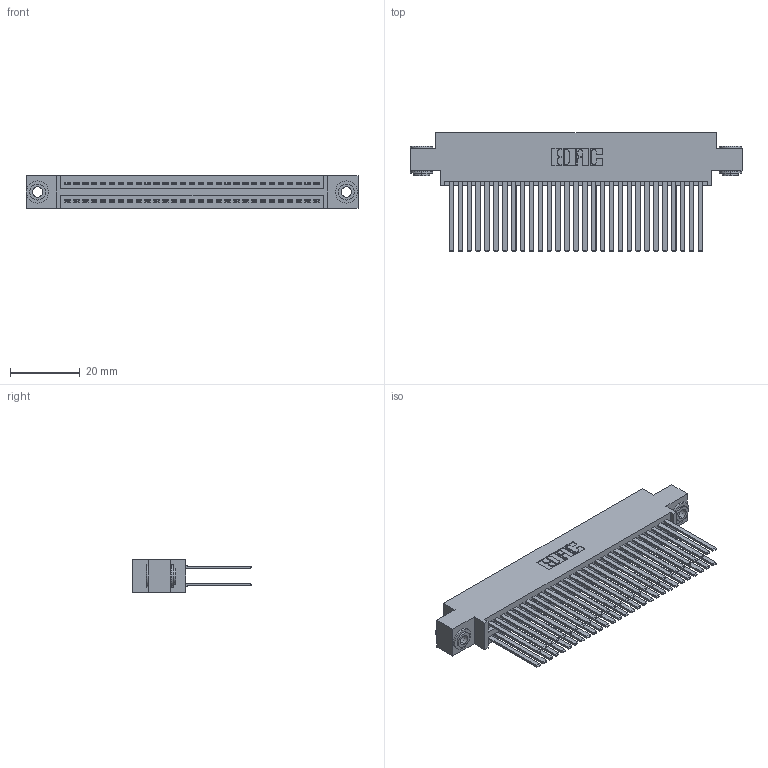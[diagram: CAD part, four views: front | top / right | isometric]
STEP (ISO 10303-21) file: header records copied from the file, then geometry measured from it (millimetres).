
FILE_DESCRIPTION (( 'STEP AP203' ), '1' );
FILE_NAME ('345-058-544-803.STEP', '2018-09-26T16:14:17', ( '' ), ( '' ), 'SwSTEP 2.0', 'SolidWorks 2016', '' );
FILE_SCHEMA (( 'CONFIG_CONTROL_DESIGN' ));
Length unit declared in the file: inch
Products named in the file (4): 345-058-544-803; 345-250-002_345-250-002-102; 345 Part_0.170 Offset - 0.156 Dia-TH; 345-292-001_345-293-144
Assembly tree (61 placements, depth 2):
  345-058-544-803
    345 Part_0.170 Offset - 0.156 Dia-TH
    345-292-001_345-293-144  x58
    345-250-002_345-250-002-102  x2
Bounding box: 94.87 x 33.96 x 9.4 mm (x, y, z)
Volume: 9814.1 mm3; surface area: 16986.4 mm2
Topology: 61 solids, 61 shells, 2720 faces, 8027 edges, 5270 vertices
Faces by surface type: plane 1776, cylinder 936, cone 8
Entity records: 25102 total; most frequent: CARTESIAN_POINT 4195, ORIENTED_EDGE 4122, DIRECTION 3743, EDGE_CURVE 2061, LINE 1793, VECTOR 1793, VERTEX_POINT 1370, AXIS2_PLACEMENT_3D 975
